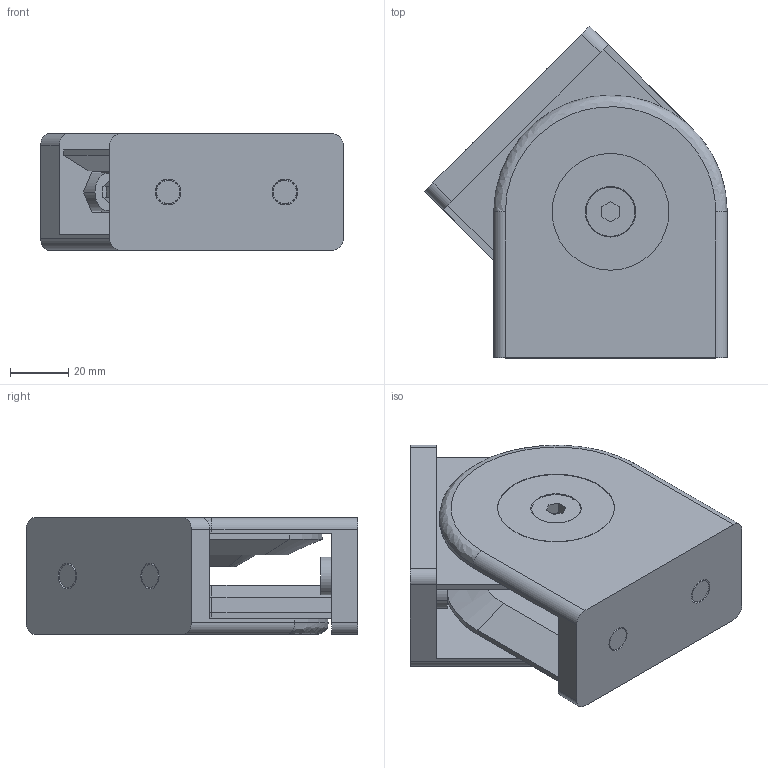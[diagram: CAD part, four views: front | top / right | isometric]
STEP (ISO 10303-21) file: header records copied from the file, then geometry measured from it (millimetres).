
FILE_DESCRIPTION (( 'STEP AP214' ), '1' );
FILE_NAME ('7128203', '2019-02-04T09:47:54', ( '' ), ('JUGARD+KÜNSTNER GmbH'), 'SwSTEP 2.0', 'SolidWorks 2017', '' );
FILE_SCHEMA (( 'AUTOMOTIVE_DESIGN' ));
Length unit declared in the file: millimetre
Products named in the file (3): Kopie von Gelenk-8_10 40-80^7128203; 7128203_CNAJF00; Kopie von Gelenk-8_10 40-80_2^7128203
Assembly tree (2 placements, depth 2):
  7128203_CNAJF00
    Kopie von Gelenk-8_10 40-80^7128203
    Kopie von Gelenk-8_10 40-80_2^7128203
Bounding box: 103.64 x 113.64 x 40 mm (x, y, z)
Volume: 190132.1 mm3; surface area: 67358.3 mm2
Topology: 2 solids, 2 shells, 191 faces, 461 edges, 302 vertices
Faces by surface type: plane 118, cylinder 48, cone 15, bspline 10
Entity records: 8304 total; most frequent: CARTESIAN_POINT 1559, DIRECTION 947, ORIENTED_EDGE 922, EDGE_CURVE 461, VECTOR 319, LINE 319, AXIS2_PLACEMENT_3D 314, VERTEX_POINT 302
